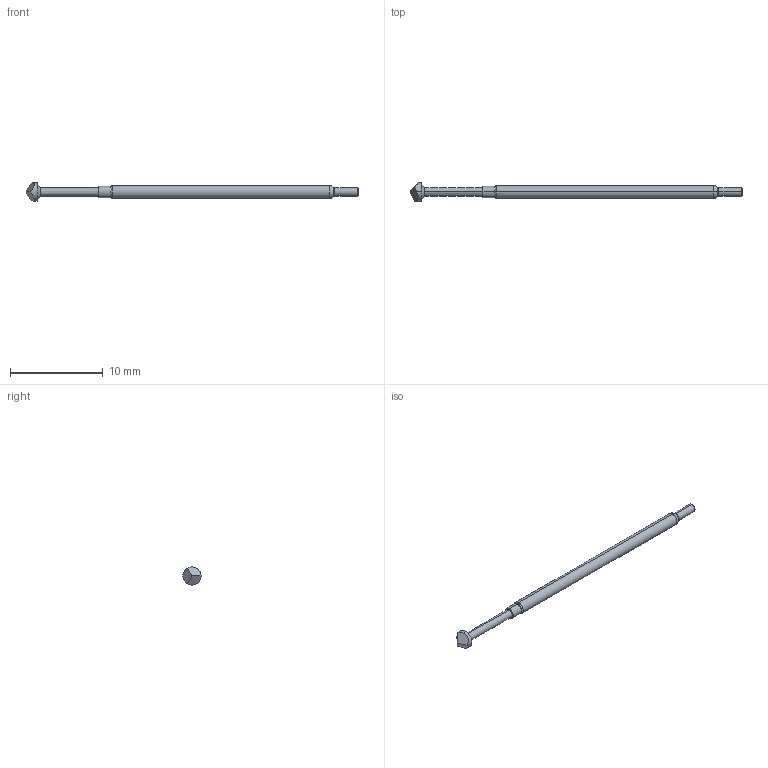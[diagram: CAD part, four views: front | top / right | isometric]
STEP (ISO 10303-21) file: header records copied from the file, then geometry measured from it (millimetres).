
FILE_DESCRIPTION (( 'STEP AP214' ), '1' );
FILE_NAME ('X75-PRP2523_.STEP', '2017-11-01T14:16:44', ( '' ), ( '' ), 'SwSTEP 2.0', 'SolidWorks 2017', '' );
FILE_SCHEMA (( 'AUTOMOTIVE_DESIGN' ));
Length unit declared in the file: inch
Products named in the file (1): X75-PRP2523_
Bounding box: 35.81 x 1.96 x 1.96 mm (x, y, z)
Volume: 45.4 mm3; surface area: 145.2 mm2
Topology: 1 solids, 1 shells, 32 faces, 65 edges, 36 vertices
Faces by surface type: cone 10, cylinder 8, torus 8, plane 3, bspline 3
Entity records: 1678 total; most frequent: CARTESIAN_POINT 714, DIRECTION 150, ORIENTED_EDGE 130, AXIS2_PLACEMENT_3D 66, EDGE_CURVE 65, CIRCLE 36, VERTEX_POINT 36, EDGE_LOOP 33
